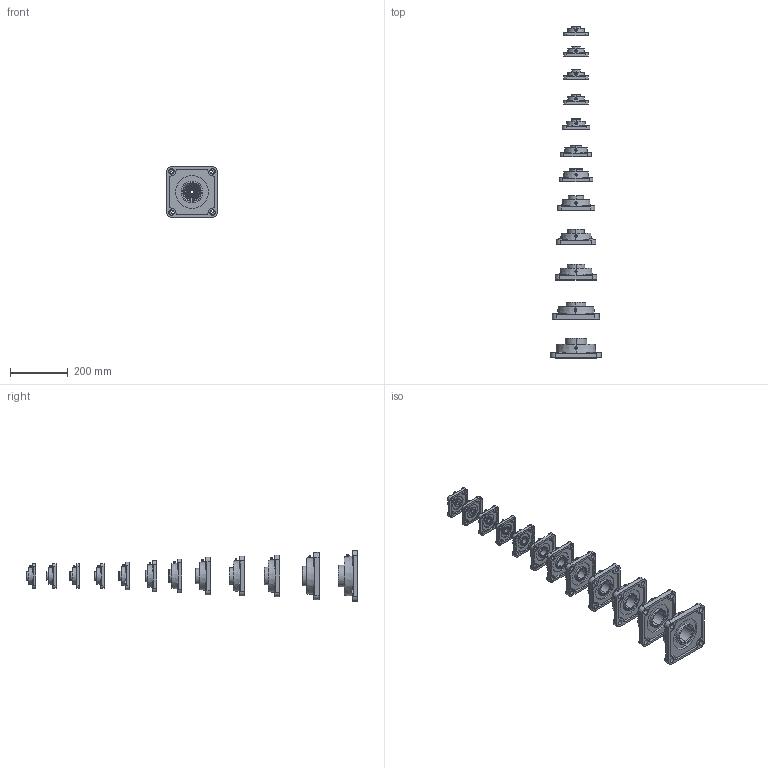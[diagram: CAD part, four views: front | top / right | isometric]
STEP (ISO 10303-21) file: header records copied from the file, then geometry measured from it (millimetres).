
FILE_DESCRIPTION (( 'STEP AP214' ), '1' );
FILE_NAME ('FULL MODEL- UCF201-UCF2012.STEP', '2018-05-05T07:05:37', ( '' ), ( '' ), 'SwSTEP 2.0', 'SolidWorks 2016', '' );
FILE_SCHEMA (( 'AUTOMOTIVE_DESIGN' ));
Length unit declared in the file: millimetre
Products named in the file (13): FULL MODEL- UCF201-UCF2012; ucf212; ucf211; ucf210; ucf209; ucf208; ucf207; ucf206; ucf205; ucf204; ucf203; ucf202; ucf201
Assembly tree (12 placements, depth 2):
  FULL MODEL- UCF201-UCF2012
    ucf201
    ucf202
    ucf203
    ucf204
    ucf205
    ucf206
    ucf207
    ucf208
    ucf209
    ucf210
    ucf211
    ucf212
Bounding box: 175 x 1151.22 x 175 mm (x, y, z)
Volume: 2908947.3 mm3; surface area: 639833.6 mm2
Topology: 12 solids, 12 shells, 1236 faces, 3252 edges, 2100 vertices
Faces by surface type: plane 480, cylinder 444, cone 216, torus 48, sphere 48
Entity records: 45584 total; most frequent: CARTESIAN_POINT 8349, DIRECTION 6906, ORIENTED_EDGE 6384, EDGE_CURVE 3192, AXIS2_PLACEMENT_3D 2799, VERTEX_POINT 2064, CIRCLE 1548, EDGE_LOOP 1440
